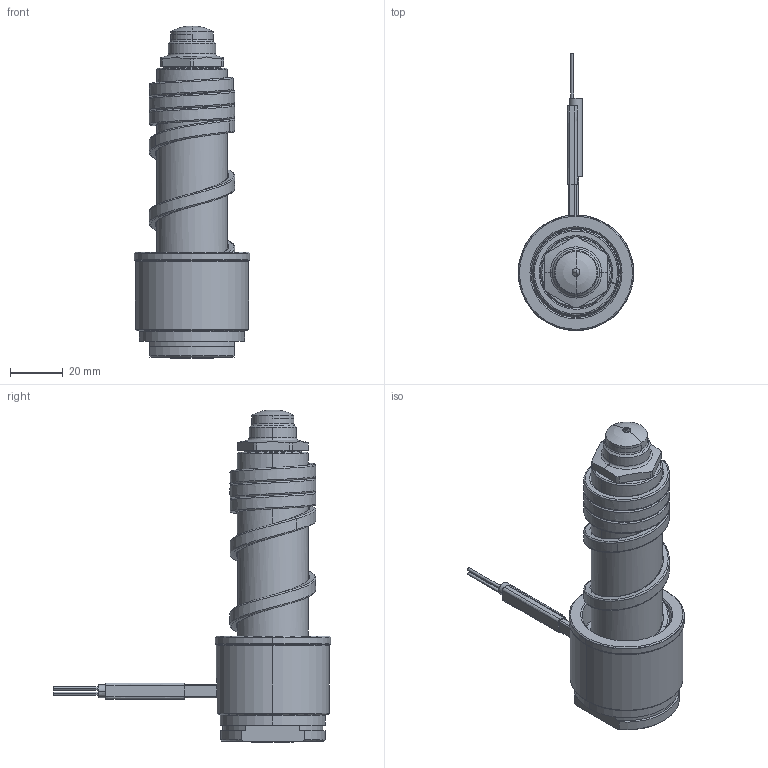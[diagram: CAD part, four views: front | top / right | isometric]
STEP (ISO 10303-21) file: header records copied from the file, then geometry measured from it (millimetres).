
FILE_DESCRIPTION((''),'2;1');
FILE_NAME('EL-126-BES-R','2014-02-25T',('Íàòàëüÿ'),('IMID'),'PRO/ENGINEER BY PARAMETRIC TECHNOLOGY CORPORATION, 2010180','PRO/ENGINEER BY PARAMETRIC TECHNOLOGY CORPORATION, 2010180','');
FILE_SCHEMA(('CONFIG_CONTROL_DESIGN'));
Length unit declared in the file: millimetre
Products named in the file (1): EL-126-BES-R
Bounding box: 44 x 105.5 x 126.3 mm (x, y, z)
Volume: 93129.8 mm3; surface area: 36603.9 mm2
Topology: 1 solids, 9 shells, 333 faces, 834 edges, 498 vertices
Faces by surface type: cylinder 108, cone 64, plane 53, bspline 52, torus 35, revolution 9, extrusion 8, sphere 4
Entity records: 17119 total; most frequent: CARTESIAN_POINT 9479, ORIENTED_EDGE 1624, DIRECTION 1518, EDGE_CURVE 824, AXIS2_PLACEMENT_3D 609, VERTEX_POINT 498, EDGE_LOOP 356, CIRCLE 344
